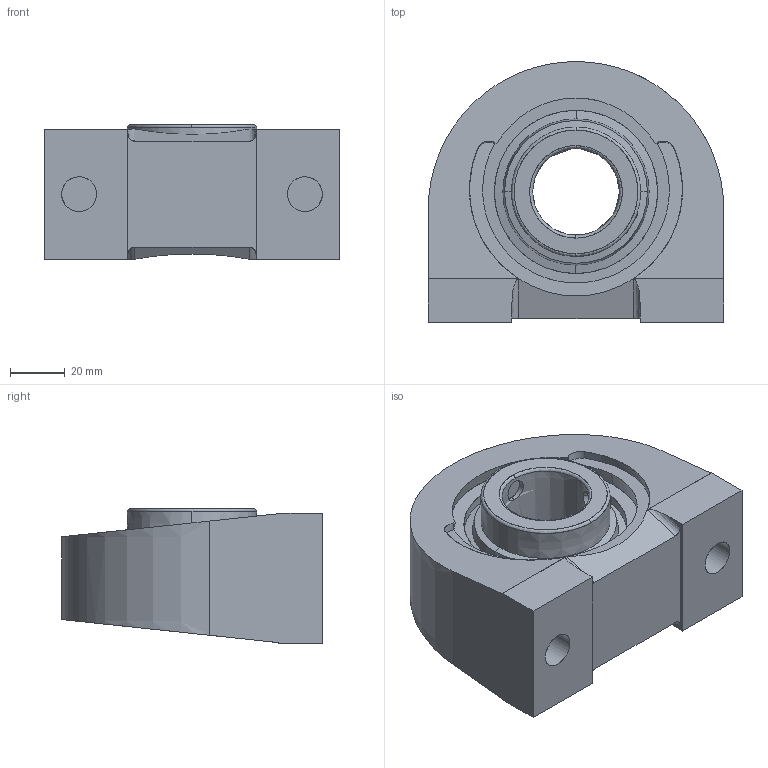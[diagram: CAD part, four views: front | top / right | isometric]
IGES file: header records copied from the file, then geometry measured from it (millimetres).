
Start section: SolidWorks IGES file using analytic representation for surfaces
Global section: file name: TBDEFAU0201185462339.igs; native system: SolidWorks 2007; preprocessor: SolidWorks 2007; author: partstream; date: 070201.185405; units: millimetre
Bounding box: 107.95 x 95.25 x 49.21 mm (x, y, z)
Surface area: 45541 mm2 (no closed solid volume)
Topology: 0 solids, 0 shells, 91 faces, 2003 edges, 2003 vertices
Faces by surface type: revolution 46, bspline 45
